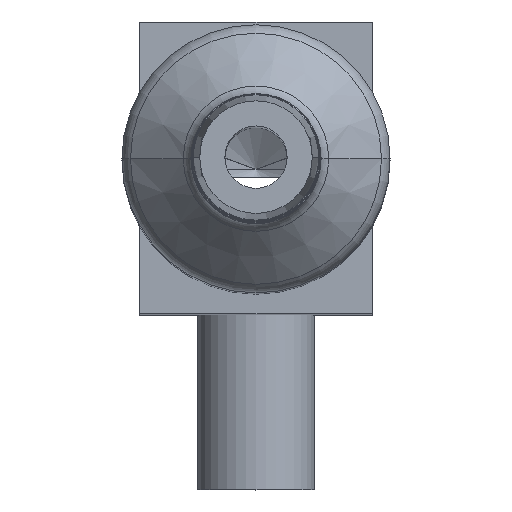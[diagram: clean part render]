
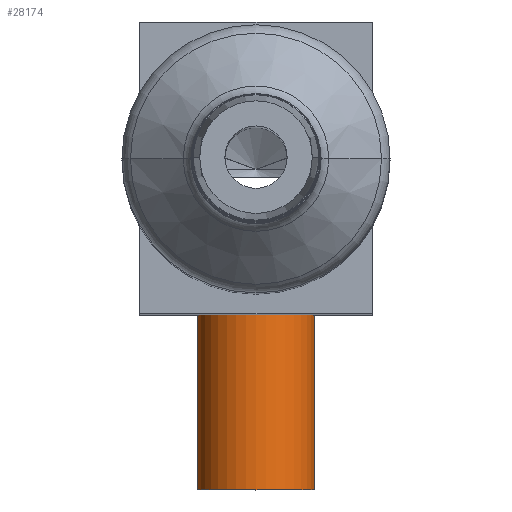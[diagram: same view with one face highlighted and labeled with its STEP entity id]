
A CAD part, top view. The second image highlights one B-rep face of the part: STEP entity #28174.
In plain terms, the highlighted cylindrical face has radius 1.003 mm (diameter 2.007 mm), a partial arc.
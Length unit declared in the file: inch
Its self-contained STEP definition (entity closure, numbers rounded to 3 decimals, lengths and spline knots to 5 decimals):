
#28070=CARTESIAN_POINT('',(0.,0.,0.));
#28071=DIRECTION('',(0.,0.,1.));
#28072=DIRECTION('',(1.,0.,0.));
#28073=AXIS2_PLACEMENT_3D('',#28070,#28071,#28072);
#28090=DIRECTION('',(0.,0.,1.));
#28091=VECTOR('',#28090,0.197);
#28092=CARTESIAN_POINT('',(0.0395,0.,0.));
#28093=LINE('',#28092,#28091);
#28094=DIRECTION('',(0.,0.,1.));
#28095=VECTOR('',#28094,0.197);
#28096=CARTESIAN_POINT('',(-0.0395,0.,0.));
#28097=LINE('',#28096,#28095);
#28098=CARTESIAN_POINT('',(0.,0.,0.197));
#28099=DIRECTION('',(0.,0.,1.));
#28100=DIRECTION('',(1.,0.,0.));
#28101=AXIS2_PLACEMENT_3D('',#28098,#28099,#28100);
#28126=CARTESIAN_POINT('',(0.0395,0.,0.));
#28127=CARTESIAN_POINT('',(-0.0395,0.,0.));
#28128=VERTEX_POINT('',#28126);
#28129=VERTEX_POINT('',#28127);
#28134=CARTESIAN_POINT('',(0.0395,0.,0.197));
#28135=CARTESIAN_POINT('',(-0.0395,0.,0.197));
#28136=VERTEX_POINT('',#28134);
#28137=VERTEX_POINT('',#28135);
#28160=CARTESIAN_POINT('',(0.,0.,0.));
#28161=DIRECTION('',(0.,0.,1.));
#28162=DIRECTION('',(1.,0.,0.));
#28163=AXIS2_PLACEMENT_3D('',#28160,#28161,#28162);
#28164=CYLINDRICAL_SURFACE('',#28163,0.0395);
#28165=ORIENTED_EDGE('',*,*,#28147,.F.);
#28167=ORIENTED_EDGE('',*,*,#28166,.T.);
#28169=ORIENTED_EDGE('',*,*,#28168,.T.);
#28171=ORIENTED_EDGE('',*,*,#28170,.F.);
#28172=EDGE_LOOP('',(#28165,#28167,#28169,#28171));
#28173=FACE_OUTER_BOUND('',#28172,.F.);
#28174=ADVANCED_FACE('',(#28173),#28164,.T.);
#28074=CIRCLE('',#28073,0.0395);
#28102=CIRCLE('',#28101,0.0395);
#28147=EDGE_CURVE('',#28128,#28129,#28074,.T.);
#28166=EDGE_CURVE('',#28128,#28136,#28093,.T.);
#28168=EDGE_CURVE('',#28136,#28137,#28102,.T.);
#28170=EDGE_CURVE('',#28129,#28137,#28097,.T.);
